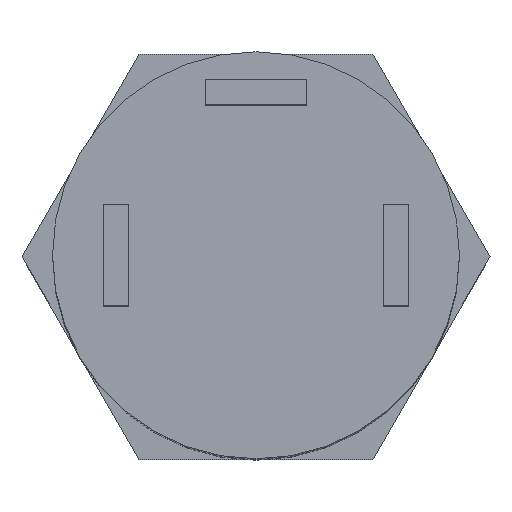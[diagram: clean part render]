
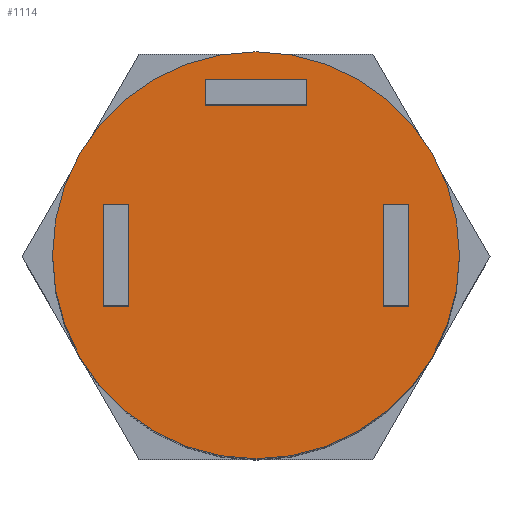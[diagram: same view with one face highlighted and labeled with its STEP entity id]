
A CAD part, top view. The second image highlights one B-rep face of the part: STEP entity #1114.
In plain terms, the highlighted planar face has unit normal (0, 0, 1).
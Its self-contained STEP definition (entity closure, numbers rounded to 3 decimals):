
#47=PLANE('',#1214);
#80=CIRCLE('',#1212,4.);
#135=FACE_OUTER_BOUND('',#209,.T.);
#209=EDGE_LOOP('',(#939));
#531=VERTEX_POINT('',#3246);
#671=EDGE_CURVE('',#531,#531,#80,.T.);
#939=ORIENTED_EDGE('',*,*,#671,.T.);
#1114=ADVANCED_FACE('',(#135),#47,.T.);
#1212=AXIS2_PLACEMENT_3D('',#3247,#1405,#1406);
#1214=AXIS2_PLACEMENT_3D('',#3251,#1410,#1411);
#1405=DIRECTION('center_axis',(0.,0.,1.));
#1406=DIRECTION('ref_axis',(-1.,0.,0.));
#1410=DIRECTION('center_axis',(0.,0.,1.));
#1411=DIRECTION('ref_axis',(-1.,0.,0.));
#3246=CARTESIAN_POINT('',(4.,0.,20.6));
#3247=CARTESIAN_POINT('Origin',(0.,0.,20.6));
#3251=CARTESIAN_POINT('Origin',(0.,0.,20.6));
